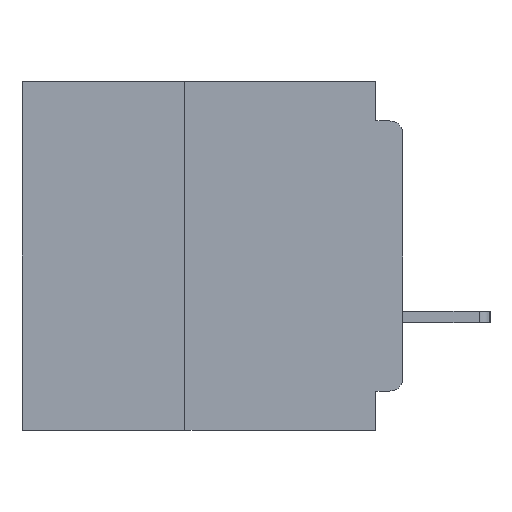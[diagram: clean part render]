
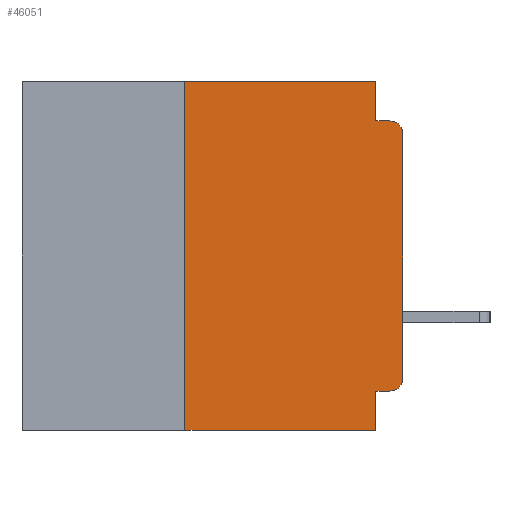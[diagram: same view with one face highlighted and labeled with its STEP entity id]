
A CAD part, left-side view. The second image highlights one B-rep face of the part: STEP entity #46051.
In plain terms, the highlighted planar face has unit normal (-1, 0, 0).
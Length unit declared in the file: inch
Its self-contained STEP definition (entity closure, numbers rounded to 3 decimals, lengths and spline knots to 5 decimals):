
#284 = ORIENTED_EDGE ( 'NONE', *, *, #47169, .F. ) ;
#2018 = ORIENTED_EDGE ( 'NONE', *, *, #9144, .T. ) ;
#2262 = ORIENTED_EDGE ( 'NONE', *, *, #27646, .F. ) ;
#2271 = VECTOR ( 'NONE', #12158, 39.37008 ) ;
#3553 = VERTEX_POINT ( 'NONE', #38138 ) ;
#3922 = VERTEX_POINT ( 'NONE', #27629 ) ;
#4524 = VECTOR ( 'NONE', #17179, 39.37008 ) ;
#4544 = AXIS2_PLACEMENT_3D ( 'NONE', #37109, #28485, #15548 ) ;
#5627 = CARTESIAN_POINT ( 'NONE',  ( 0., 0.25, -0.4 ) ) ;
#5846 = VERTEX_POINT ( 'NONE', #21684 ) ;
#6383 = ORIENTED_EDGE ( 'NONE', *, *, #37251, .T. ) ;
#6786 = LINE ( 'NONE', #13051, #16915 ) ;
#7362 = CARTESIAN_POINT ( 'NONE',  ( 0., 0.031, -0.045 ) ) ;
#7382 = EDGE_LOOP ( 'NONE', ( #50773, #6383, #2262, #49451, #29212, #284, #2018, #20497, #25175, #7435 ) ) ;
#7435 = ORIENTED_EDGE ( 'NONE', *, *, #44679, .T. ) ;
#7792 = LINE ( 'NONE', #22495, #40850 ) ;
#8023 = CARTESIAN_POINT ( 'NONE',  ( 0., 0., -0.355 ) ) ;
#9144 = EDGE_CURVE ( 'NONE', #21101, #13418, #7792, .T. ) ;
#10047 = CIRCLE ( 'NONE', #37126, 0.015 ) ;
#10440 = DIRECTION ( 'NONE',  ( 0., 0., 1. ) ) ;
#12158 = DIRECTION ( 'NONE',  ( 0., 0., -1. ) ) ;
#13051 = CARTESIAN_POINT ( 'NONE',  ( 0., 0., -0.045 ) ) ;
#13418 = VERTEX_POINT ( 'NONE', #34254 ) ;
#13442 = EDGE_CURVE ( 'NONE', #46630, #13418, #48974, .T. ) ;
#14351 = CARTESIAN_POINT ( 'NONE',  ( 0., 0., -0.06 ) ) ;
#15161 = DIRECTION ( 'NONE',  ( -1., 0., 0. ) ) ;
#15548 = DIRECTION ( 'NONE',  ( 0., 0., -1. ) ) ;
#15822 = LINE ( 'NONE', #39598, #17177 ) ;
#16915 = VECTOR ( 'NONE', #17373, 39.37008 ) ;
#17087 = VERTEX_POINT ( 'NONE', #7362 ) ;
#17177 = VECTOR ( 'NONE', #18095, 39.37008 ) ;
#17179 = DIRECTION ( 'NONE',  ( 0., 0., -1. ) ) ;
#17373 = DIRECTION ( 'NONE',  ( 0., -1., 0. ) ) ;
#17678 = CARTESIAN_POINT ( 'NONE',  ( 0., 0.25, 0. ) ) ;
#18095 = DIRECTION ( 'NONE',  ( 0., -1., 0. ) ) ;
#19110 = LINE ( 'NONE', #47574, #53242 ) ;
#20497 = ORIENTED_EDGE ( 'NONE', *, *, #13442, .F. ) ;
#21101 = VERTEX_POINT ( 'NONE', #5627 ) ;
#21684 = CARTESIAN_POINT ( 'NONE',  ( 0., 0.031, 0. ) ) ;
#21971 = CARTESIAN_POINT ( 'NONE',  ( 0., 0.015, -0.34 ) ) ;
#22063 = EDGE_CURVE ( 'NONE', #3553, #46630, #47229, .T. ) ;
#22495 = CARTESIAN_POINT ( 'NONE',  ( 0., 0.437, -0.4 ) ) ;
#24290 = VERTEX_POINT ( 'NONE', #36896 ) ;
#25175 = ORIENTED_EDGE ( 'NONE', *, *, #22063, .F. ) ;
#25906 = EDGE_CURVE ( 'NONE', #24290, #27794, #19110, .T. ) ;
#26378 = DIRECTION ( 'NONE',  ( 0., 0., -1. ) ) ;
#27629 = CARTESIAN_POINT ( 'NONE',  ( 0., 0.015, -0.045 ) ) ;
#27646 = EDGE_CURVE ( 'NONE', #17087, #3922, #6786, .T. ) ;
#27794 = VERTEX_POINT ( 'NONE', #14351 ) ;
#27871 = CARTESIAN_POINT ( 'NONE',  ( 0., 0.031, -0.355 ) ) ;
#28485 = DIRECTION ( 'NONE',  ( 1., 0., 0. ) ) ;
#29212 = ORIENTED_EDGE ( 'NONE', *, *, #32544, .F. ) ;
#31699 = EDGE_CURVE ( 'NONE', #5846, #17087, #48102, .T. ) ;
#32544 = EDGE_CURVE ( 'NONE', #55435, #5846, #15822, .T. ) ;
#33743 = CARTESIAN_POINT ( 'NONE',  ( 0., 0.031, 0. ) ) ;
#34254 = CARTESIAN_POINT ( 'NONE',  ( 0., 0.031, -0.4 ) ) ;
#35413 = VECTOR ( 'NONE', #10440, 39.37008 ) ;
#35953 = VECTOR ( 'NONE', #38231, 39.37008 ) ;
#36310 = CARTESIAN_POINT ( 'NONE',  ( 0., 0.25, -0.4 ) ) ;
#36760 = LINE ( 'NONE', #36310, #35413 ) ;
#36896 = CARTESIAN_POINT ( 'NONE',  ( 0., 0., -0.34 ) ) ;
#37109 = CARTESIAN_POINT ( 'NONE',  ( 0., 0.437, 0. ) ) ;
#37126 = AXIS2_PLACEMENT_3D ( 'NONE', #21971, #51885, #26378 ) ;
#37197 = AXIS2_PLACEMENT_3D ( 'NONE', #40965, #15161, #45245 ) ;
#37251 = EDGE_CURVE ( 'NONE', #27794, #3922, #38832, .T. ) ;
#38138 = CARTESIAN_POINT ( 'NONE',  ( 0., 0.015, -0.355 ) ) ;
#38231 = DIRECTION ( 'NONE',  ( 0., 1., 0. ) ) ;
#38832 = CIRCLE ( 'NONE', #37197, 0.015 ) ;
#39598 = CARTESIAN_POINT ( 'NONE',  ( 0., 0.437, 0. ) ) ;
#40850 = VECTOR ( 'NONE', #43888, 39.37008 ) ;
#40965 = CARTESIAN_POINT ( 'NONE',  ( 0., 0.015, -0.06 ) ) ;
#41380 = PLANE ( 'NONE',  #4544 ) ;
#42985 = CARTESIAN_POINT ( 'NONE',  ( 0., 0.031, -0.4 ) ) ;
#43888 = DIRECTION ( 'NONE',  ( 0., -1., 0. ) ) ;
#44679 = EDGE_CURVE ( 'NONE', #3553, #24290, #10047, .T. ) ;
#45245 = DIRECTION ( 'NONE',  ( 0., 0., -1. ) ) ;
#46051 = ADVANCED_FACE ( 'NONE', ( #46165 ), #41380, .F. ) ;
#46165 = FACE_OUTER_BOUND ( 'NONE', #7382, .T. ) ;
#46630 = VERTEX_POINT ( 'NONE', #27871 ) ;
#47169 = EDGE_CURVE ( 'NONE', #21101, #55435, #36760, .T. ) ;
#47229 = LINE ( 'NONE', #8023, #35953 ) ;
#47574 = CARTESIAN_POINT ( 'NONE',  ( 0., 0., 0. ) ) ;
#47759 = DIRECTION ( 'NONE',  ( 0., 0., 1. ) ) ;
#48102 = LINE ( 'NONE', #33743, #2271 ) ;
#48974 = LINE ( 'NONE', #42985, #4524 ) ;
#49451 = ORIENTED_EDGE ( 'NONE', *, *, #31699, .F. ) ;
#50773 = ORIENTED_EDGE ( 'NONE', *, *, #25906, .T. ) ;
#51885 = DIRECTION ( 'NONE',  ( -1., 0., 0. ) ) ;
#53242 = VECTOR ( 'NONE', #47759, 39.37008 ) ;
#55435 = VERTEX_POINT ( 'NONE', #17678 ) ;
